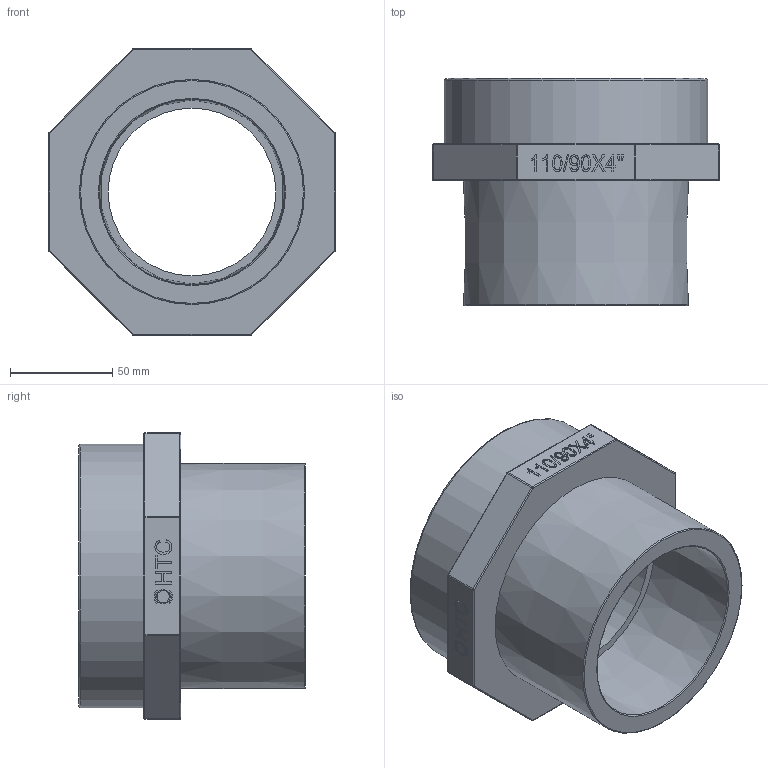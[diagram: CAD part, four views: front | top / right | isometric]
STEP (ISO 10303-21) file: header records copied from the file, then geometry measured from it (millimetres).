
FILE_DESCRIPTION(/* description */ (''),/* implementation_level */ '2;1');
FILE_NAME(/* name */ 'Z1E090110.stp',/* time_stamp */ '2025-04-24T16:20:27+08:00',/* author */ (''),/* organization */ (''),/* preprocessor_version */ 'ST-DEVELOPER v16.7',/* originating_system */ 'SIEMENS PLM Software NX 12.0',/* authorisation */ '');
FILE_SCHEMA (('AUTOMOTIVE_DESIGN { 1 0 10303 214 3 1 1 1 }'));
Length unit declared in the file: millimetre
Products named in the file (1): Admi115C965E74eb
Bounding box: 140.5 x 111 x 140.5 mm (x, y, z)
Volume: 448686 mm3; surface area: 109028.5 mm2
Topology: 1 solids, 1 shells, 284 faces, 698 edges, 454 vertices
Faces by surface type: plane 164, cylinder 53, extrusion 43, bspline 16, torus 6, cone 2
Full cylindrical faces by diameter (mm): 6 x1, 7 x1, 82 x1, 113.03 x18, 115 x1, 129 x1
Entity records: 14199 total; most frequent: CARTESIAN_POINT 8598, ORIENTED_EDGE 1256, DIRECTION 868, EDGE_CURVE 628, VERTEX_POINT 415, B_SPLINE_CURVE_WITH_KNOTS 359, EDGE_LOOP 319, AXIS2_PLACEMENT_3D 304
